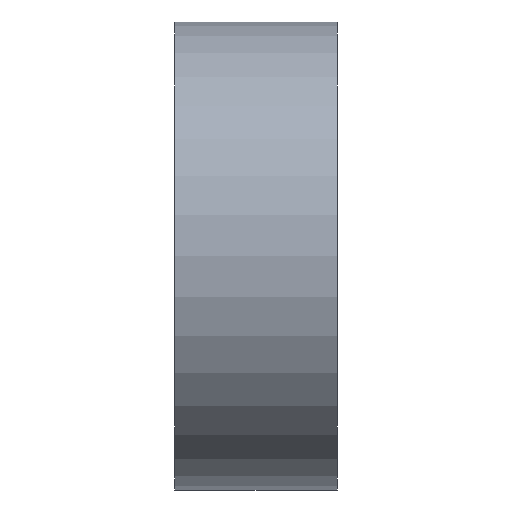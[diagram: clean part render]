
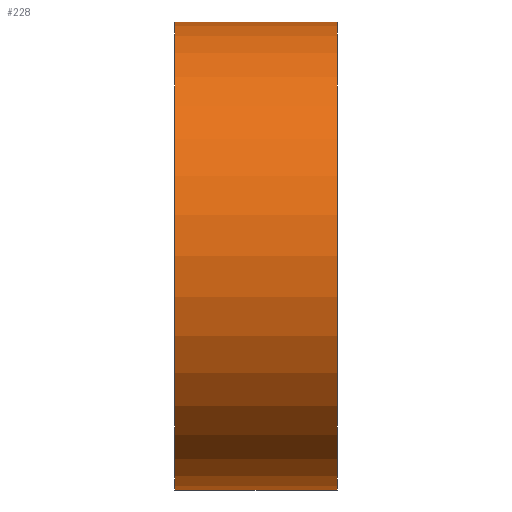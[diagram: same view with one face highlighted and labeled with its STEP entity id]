
A CAD part, left-side view. The second image highlights one B-rep face of the part: STEP entity #228.
In plain terms, the highlighted cylindrical face has radius 15.875 mm (diameter 31.75 mm), a partial arc.
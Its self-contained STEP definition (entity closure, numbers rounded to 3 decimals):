
#17 = CARTESIAN_POINT ( 'NONE',  ( 0., 11., 0. ) ) ;
#20 = DIRECTION ( 'NONE',  ( 0., 0., 1. ) ) ;
#22 = CARTESIAN_POINT ( 'NONE',  ( 0., 11., -15.875 ) ) ;
#31 = ORIENTED_EDGE ( 'NONE', *, *, #135, .T. ) ;
#35 = DIRECTION ( 'NONE',  ( 0., -1., 0. ) ) ;
#42 = EDGE_CURVE ( 'NONE', #95, #235, #121, .T. ) ;
#43 = VECTOR ( 'NONE', #103, 1000. ) ;
#57 = DIRECTION ( 'NONE',  ( 0., -1., 0. ) ) ;
#58 = VECTOR ( 'NONE', #57, 1000. ) ;
#67 = CIRCLE ( 'NONE', #214, 15.875 ) ;
#76 = AXIS2_PLACEMENT_3D ( 'NONE', #171, #101, #20 ) ;
#85 = EDGE_LOOP ( 'NONE', ( #207, #106, #87, #31 ) ) ;
#87 = ORIENTED_EDGE ( 'NONE', *, *, #42, .T. ) ;
#89 = CARTESIAN_POINT ( 'NONE',  ( 0., 0., 15.875 ) ) ;
#95 = VERTEX_POINT ( 'NONE', #22 ) ;
#96 = FACE_OUTER_BOUND ( 'NONE', #85, .T. ) ;
#101 = DIRECTION ( 'NONE',  ( 0., 1., 0. ) ) ;
#103 = DIRECTION ( 'NONE',  ( 0., -1., 0. ) ) ;
#106 = ORIENTED_EDGE ( 'NONE', *, *, #139, .F. ) ;
#109 = EDGE_CURVE ( 'NONE', #142, #226, #221, .T. ) ;
#114 = CARTESIAN_POINT ( 'NONE',  ( 0., 0., 0. ) ) ;
#121 = LINE ( 'NONE', #205, #58 ) ;
#124 = CARTESIAN_POINT ( 'NONE',  ( 0., 0., -15.875 ) ) ;
#135 = EDGE_CURVE ( 'NONE', #235, #226, #67, .T. ) ;
#139 = EDGE_CURVE ( 'NONE', #95, #142, #168, .T. ) ;
#142 = VERTEX_POINT ( 'NONE', #232 ) ;
#145 = DIRECTION ( 'NONE',  ( 0., 1., 0. ) ) ;
#157 = DIRECTION ( 'NONE',  ( 0., 0., 1. ) ) ;
#168 = CIRCLE ( 'NONE', #76, 15.875 ) ;
#171 = CARTESIAN_POINT ( 'NONE',  ( 0., 11., 0. ) ) ;
#175 = CYLINDRICAL_SURFACE ( 'NONE', #177, 15.875 ) ;
#177 = AXIS2_PLACEMENT_3D ( 'NONE', #17, #35, #179 ) ;
#179 = DIRECTION ( 'NONE',  ( 0., 0., -1. ) ) ;
#205 = CARTESIAN_POINT ( 'NONE',  ( 0., 11., -15.875 ) ) ;
#207 = ORIENTED_EDGE ( 'NONE', *, *, #109, .F. ) ;
#214 = AXIS2_PLACEMENT_3D ( 'NONE', #114, #145, #157 ) ;
#221 = LINE ( 'NONE', #231, #43 ) ;
#226 = VERTEX_POINT ( 'NONE', #89 ) ;
#228 = ADVANCED_FACE ( 'NONE', ( #96 ), #175, .T. ) ;
#231 = CARTESIAN_POINT ( 'NONE',  ( 0., 11., 15.875 ) ) ;
#232 = CARTESIAN_POINT ( 'NONE',  ( 0., 11., 15.875 ) ) ;
#235 = VERTEX_POINT ( 'NONE', #124 ) ;
